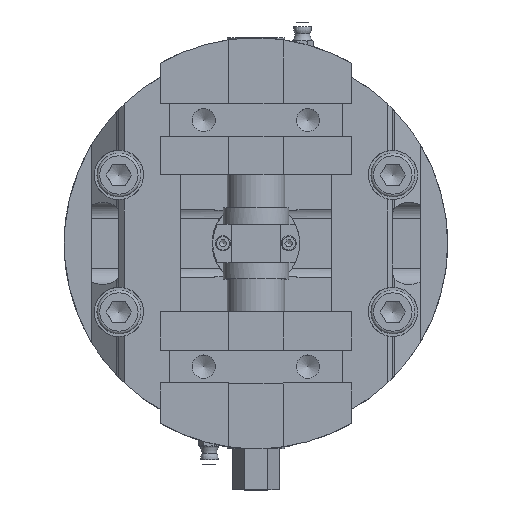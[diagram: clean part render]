
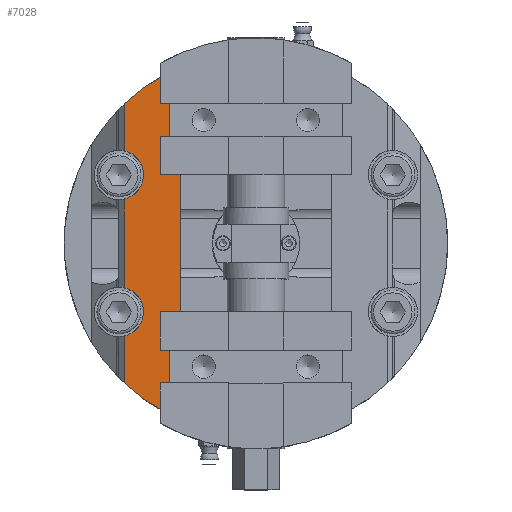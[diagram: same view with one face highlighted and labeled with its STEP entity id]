
A CAD part, top view. The second image highlights one B-rep face of the part: STEP entity #7028.
In plain terms, the highlighted planar face has unit normal (0, 0, 1).
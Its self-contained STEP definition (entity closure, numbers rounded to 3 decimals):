
#872=FACE_OUTER_BOUND('',#1293,.T.);
#1293=EDGE_LOOP('',(#5121,#5122,#5123,#5124,#5125,#5126,#5127,#5128));
#1759=LINE('',#10571,#2315);
#1814=LINE('',#10813,#2370);
#1816=LINE('',#10820,#2372);
#1817=LINE('',#10825,#2373);
#2315=VECTOR('',#8493,10.);
#2370=VECTOR('',#8712,10.);
#2372=VECTOR('',#8720,10.);
#2373=VECTOR('',#8725,10.);
#2792=CIRCLE('',#7527,70.);
#2794=CIRCLE('',#7533,70.);
#2862=CIRCLE('',#7671,9.);
#2863=CIRCLE('',#7672,9.);
#3109=VERTEX_POINT('',#10323);
#3110=VERTEX_POINT('',#10325);
#3121=VERTEX_POINT('',#10363);
#3122=VERTEX_POINT('',#10365);
#3267=VERTEX_POINT('',#10812);
#3269=VERTEX_POINT('',#10818);
#3270=VERTEX_POINT('',#10822);
#3271=VERTEX_POINT('',#10824);
#3789=EDGE_CURVE('',#3109,#3110,#2792,.T.);
#3801=EDGE_CURVE('',#3121,#3122,#2794,.T.);
#3898=EDGE_CURVE('',#3109,#3122,#1759,.T.);
#4000=EDGE_CURVE('',#3110,#3267,#1814,.T.);
#4004=EDGE_CURVE('',#3269,#3121,#1816,.T.);
#4005=EDGE_CURVE('',#3269,#3270,#2862,.T.);
#4006=EDGE_CURVE('',#3271,#3270,#1817,.T.);
#4007=EDGE_CURVE('',#3271,#3267,#2863,.T.);
#5121=ORIENTED_EDGE('',*,*,#3898,.T.);
#5122=ORIENTED_EDGE('',*,*,#3801,.F.);
#5123=ORIENTED_EDGE('',*,*,#4004,.F.);
#5124=ORIENTED_EDGE('',*,*,#4005,.T.);
#5125=ORIENTED_EDGE('',*,*,#4006,.F.);
#5126=ORIENTED_EDGE('',*,*,#4007,.T.);
#5127=ORIENTED_EDGE('',*,*,#4000,.F.);
#5128=ORIENTED_EDGE('',*,*,#3789,.F.);
#6772=PLANE('',#7670);
#7028=ADVANCED_FACE('',(#872),#6772,.F.);
#7527=AXIS2_PLACEMENT_3D('',#10326,#8315,#8316);
#7533=AXIS2_PLACEMENT_3D('',#10366,#8331,#8332);
#7670=AXIS2_PLACEMENT_3D('',#10821,#8721,#8722);
#7671=AXIS2_PLACEMENT_3D('',#10823,#8723,#8724);
#7672=AXIS2_PLACEMENT_3D('',#10826,#8726,#8727);
#8315=DIRECTION('center_axis',(0.,0.,-1.));
#8316=DIRECTION('ref_axis',(-1.,0.,0.));
#8331=DIRECTION('center_axis',(0.,0.,-1.));
#8332=DIRECTION('ref_axis',(-1.,0.,0.));
#8493=DIRECTION('',(0.,1.,0.));
#8712=DIRECTION('',(0.,1.,0.));
#8720=DIRECTION('',(0.,1.,0.));
#8721=DIRECTION('center_axis',(0.,0.,-1.));
#8722=DIRECTION('ref_axis',(-1.,0.,0.));
#8723=DIRECTION('center_axis',(0.,0.,-1.));
#8724=DIRECTION('ref_axis',(1.,0.,0.));
#8725=DIRECTION('',(0.,1.,0.));
#8726=DIRECTION('center_axis',(0.,0.,-1.));
#8727=DIRECTION('ref_axis',(1.,0.,0.));
#10323=CARTESIAN_POINT('',(-27.5,-64.372,58.));
#10325=CARTESIAN_POINT('',(-48.,-50.951,58.));
#10326=CARTESIAN_POINT('Origin',(0.,0.,58.));
#10363=CARTESIAN_POINT('',(-48.,50.951,58.));
#10365=CARTESIAN_POINT('',(-27.5,64.372,58.));
#10366=CARTESIAN_POINT('Origin',(0.,0.,58.));
#10571=CARTESIAN_POINT('',(-27.5,35.,58.));
#10812=CARTESIAN_POINT('',(-48.,-33.775,58.));
#10813=CARTESIAN_POINT('',(-48.,35.,58.));
#10818=CARTESIAN_POINT('',(-48.,33.775,58.));
#10820=CARTESIAN_POINT('',(-48.,35.,58.));
#10821=CARTESIAN_POINT('Origin',(0.,0.,58.));
#10822=CARTESIAN_POINT('',(-48.,16.225,58.));
#10823=CARTESIAN_POINT('Origin',(-50.,25.,58.));
#10824=CARTESIAN_POINT('',(-48.,-16.225,58.));
#10825=CARTESIAN_POINT('',(-48.,35.,58.));
#10826=CARTESIAN_POINT('Origin',(-50.,-25.,58.));
